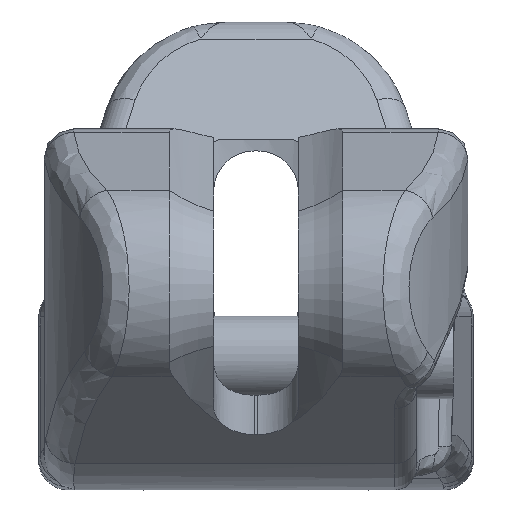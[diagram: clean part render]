
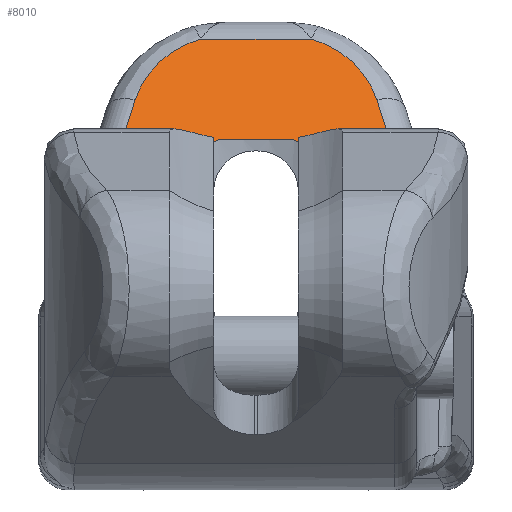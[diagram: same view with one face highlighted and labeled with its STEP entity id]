
A CAD part, front view. The second image highlights one B-rep face of the part: STEP entity #8010.
In plain terms, the highlighted planar face has unit normal (0, -0.843, 0.537).
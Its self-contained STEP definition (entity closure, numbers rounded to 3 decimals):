
#936=DIRECTION('',(1.,0.,0.));
#937=VECTOR('',#936,24.061);
#938=CARTESIAN_POINT('',(-12.03,42.853,53.898));
#939=LINE('',#938,#937);
#940=DIRECTION('',(1.,0.,0.));
#941=VECTOR('',#940,16.479);
#942=CARTESIAN_POINT('',(-8.24,28.902,32.));
#943=LINE('',#942,#941);
#949=CARTESIAN_POINT('',(-8.24,28.902,32.));
#950=CARTESIAN_POINT('',(-10.489,28.303,31.059));
#951=CARTESIAN_POINT('',(-14.334,26.78,28.669));
#952=CARTESIAN_POINT('',(-20.5,22.98,22.705));
#953=CARTESIAN_POINT('',(-23.877,19.513,17.262));
#954=CARTESIAN_POINT('',(-25.731,17.005,13.326));
#961=CARTESIAN_POINT('',(8.24,28.902,32.));
#962=CARTESIAN_POINT('',(10.489,28.303,31.059));
#963=CARTESIAN_POINT('',(14.334,26.78,28.669));
#964=CARTESIAN_POINT('',(20.5,22.98,22.705));
#965=CARTESIAN_POINT('',(23.877,19.513,17.262));
#966=CARTESIAN_POINT('',(25.731,17.005,13.326));
#2000=CARTESIAN_POINT('',(25.731,17.005,13.326));
#2006=DIRECTION('',(1.,0.,0.));
#2007=VECTOR('',#2006,9.168);
#2008=CARTESIAN_POINT('',(25.731,17.005,13.326));
#2009=LINE('',#2008,#2007);
#2031=DIRECTION('',(-0.259,0.519,0.815));
#2032=VECTOR('',#2031,33.581);
#2033=CARTESIAN_POINT('',(34.899,17.005,13.326));
#2034=LINE('',#2033,#2032);
#2044=CARTESIAN_POINT('',(26.218,34.435,40.685));
#2045=CARTESIAN_POINT('',(25.968,34.937,41.473));
#2046=CARTESIAN_POINT('',(25.364,35.913,43.004));
#2047=CARTESIAN_POINT('',(24.149,37.301,45.183));
#2048=CARTESIAN_POINT('',(22.654,38.582,47.195));
#2049=CARTESIAN_POINT('',(20.907,39.742,49.015));
#2050=CARTESIAN_POINT('',(18.937,40.763,50.617));
#2051=CARTESIAN_POINT('',(16.78,41.633,51.983));
#2052=CARTESIAN_POINT('',(14.466,42.342,53.097));
#2053=CARTESIAN_POINT('',(12.856,42.701,53.66));
#2054=CARTESIAN_POINT('',(12.03,42.853,53.898));
#2088=CARTESIAN_POINT('',(12.03,42.853,53.898));
#2843=CARTESIAN_POINT('',(-12.03,42.853,53.898));
#2858=CARTESIAN_POINT('',(-26.218,34.435,40.685));
#2859=CARTESIAN_POINT('',(-25.968,34.937,41.473));
#2860=CARTESIAN_POINT('',(-25.364,35.913,43.004));
#2861=CARTESIAN_POINT('',(-24.149,37.301,45.183));
#2862=CARTESIAN_POINT('',(-22.654,38.582,47.195));
#2863=CARTESIAN_POINT('',(-20.907,39.742,49.015));
#2864=CARTESIAN_POINT('',(-18.937,40.763,50.617));
#2865=CARTESIAN_POINT('',(-16.78,41.633,51.983));
#2866=CARTESIAN_POINT('',(-14.466,42.342,53.097));
#2867=CARTESIAN_POINT('',(-12.856,42.701,53.66));
#2868=CARTESIAN_POINT('',(-12.03,42.853,53.898));
#2887=DIRECTION('',(0.259,0.519,0.815));
#2888=VECTOR('',#2887,33.581);
#2889=CARTESIAN_POINT('',(-34.899,17.005,13.326));
#2890=LINE('',#2889,#2888);
#2921=DIRECTION('',(-1.,0.,0.));
#2922=VECTOR('',#2921,9.168);
#2923=CARTESIAN_POINT('',(-25.731,17.005,13.326));
#2924=LINE('',#2923,#2922);
#2925=CARTESIAN_POINT('',(-25.731,17.005,13.326));
#5670=VERTEX_POINT('',#2000);
#5699=VERTEX_POINT('',#2088);
#5700=VERTEX_POINT('',#2044);
#5702=CARTESIAN_POINT('',(34.899,17.005,13.326));
#5703=VERTEX_POINT('',#5702);
#5827=VERTEX_POINT('',#2925);
#5856=VERTEX_POINT('',#2843);
#5857=VERTEX_POINT('',#2858);
#5859=CARTESIAN_POINT('',(-34.899,17.005,13.326));
#5860=VERTEX_POINT('',#5859);
#6351=VERTEX_POINT('',#961);
#6353=VERTEX_POINT('',#949);
#7984=CARTESIAN_POINT('',(0.,42.853,53.898));
#7985=DIRECTION('',(0.,-0.843,0.537));
#7986=DIRECTION('',(0.,-0.537,-0.843));
#7987=AXIS2_PLACEMENT_3D('',#7984,#7985,#7986);
#7988=PLANE('',#7987);
#7990=ORIENTED_EDGE('',*,*,#7989,.F.);
#7992=ORIENTED_EDGE('',*,*,#7991,.T.);
#7994=ORIENTED_EDGE('',*,*,#7993,.T.);
#7996=ORIENTED_EDGE('',*,*,#7995,.T.);
#7998=ORIENTED_EDGE('',*,*,#7997,.T.);
#7999=ORIENTED_EDGE('',*,*,#7970,.T.);
#8001=ORIENTED_EDGE('',*,*,#8000,.F.);
#8003=ORIENTED_EDGE('',*,*,#8002,.F.);
#8005=ORIENTED_EDGE('',*,*,#8004,.F.);
#8007=ORIENTED_EDGE('',*,*,#8006,.F.);
#8008=EDGE_LOOP('',(#7990,#7992,#7994,#7996,#7998,#7999,#8001,#8003,#8005,
#8007));
#8009=FACE_OUTER_BOUND('',#8008,.F.);
#8010=ADVANCED_FACE('',(#8009),#7988,.T.);
#955=B_SPLINE_CURVE_WITH_KNOTS('',3,(#949,#950,#951,#952,#953,#954),
.UNSPECIFIED.,.F.,.F.,(4,1,1,4),(0.,0.25,0.5,1.),.UNSPECIFIED.);
#967=B_SPLINE_CURVE_WITH_KNOTS('',3,(#961,#962,#963,#964,#965,#966),
.UNSPECIFIED.,.F.,.F.,(4,1,1,4),(0.,0.25,0.5,1.),.UNSPECIFIED.);
#2055=B_SPLINE_CURVE_WITH_KNOTS('',3,(#2044,#2045,#2046,#2047,#2048,#2049,#2050,
#2051,#2052,#2053,#2054),.UNSPECIFIED.,.F.,.F.,(4,1,1,1,1,1,1,1,4),(0.,
0.125,0.25,0.375,0.5,0.625,0.75,0.875,1.),.UNSPECIFIED.);
#2869=B_SPLINE_CURVE_WITH_KNOTS('',3,(#2858,#2859,#2860,#2861,#2862,#2863,#2864,
#2865,#2866,#2867,#2868),.UNSPECIFIED.,.F.,.F.,(4,1,1,1,1,1,1,1,4),(0.,
0.125,0.25,0.375,0.5,0.625,0.75,0.875,1.),.UNSPECIFIED.);
#7970=EDGE_CURVE('',#5856,#5699,#939,.T.);
#7989=EDGE_CURVE('',#6353,#6351,#943,.T.);
#7991=EDGE_CURVE('',#6353,#5827,#955,.T.);
#7993=EDGE_CURVE('',#5827,#5860,#2924,.T.);
#7995=EDGE_CURVE('',#5860,#5857,#2890,.T.);
#7997=EDGE_CURVE('',#5857,#5856,#2869,.T.);
#8000=EDGE_CURVE('',#5700,#5699,#2055,.T.);
#8002=EDGE_CURVE('',#5703,#5700,#2034,.T.);
#8004=EDGE_CURVE('',#5670,#5703,#2009,.T.);
#8006=EDGE_CURVE('',#6351,#5670,#967,.T.);
